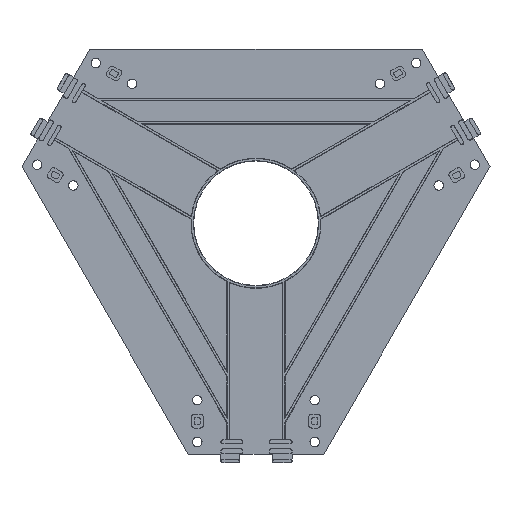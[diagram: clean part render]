
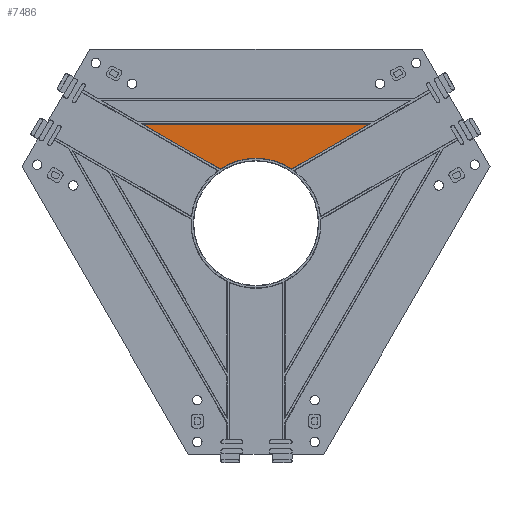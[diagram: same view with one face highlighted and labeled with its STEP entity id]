
A CAD part, front view. The second image highlights one B-rep face of the part: STEP entity #7486.
In plain terms, the highlighted planar face has unit normal (0, -1, 0).
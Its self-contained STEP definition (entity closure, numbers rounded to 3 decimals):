
#720=FACE_OUTER_BOUND('',#1180,.T.);
#1180=EDGE_LOOP('',(#6439,#6440,#6441,#6442));
#1496=CIRCLE('',#8221,31.42);
#2112=LINE('',#12493,#2812);
#2115=LINE('',#12499,#2815);
#2118=LINE('',#12505,#2818);
#2812=VECTOR('',#10110,43.389);
#2815=VECTOR('',#10115,109.81);
#2818=VECTOR('',#10120,43.389);
#3561=VERTEX_POINT('',#12487);
#3563=VERTEX_POINT('',#12491);
#3565=VERTEX_POINT('',#12496);
#3567=VERTEX_POINT('',#12502);
#4560=EDGE_CURVE('',#3563,#3561,#2112,.T.);
#4563=EDGE_CURVE('',#3561,#3565,#2115,.T.);
#4566=EDGE_CURVE('',#3567,#3565,#2118,.T.);
#4648=EDGE_CURVE('',#3567,#3563,#1496,.T.);
#6439=ORIENTED_EDGE('',*,*,#4563,.F.);
#6440=ORIENTED_EDGE('',*,*,#4560,.F.);
#6441=ORIENTED_EDGE('',*,*,#4648,.F.);
#6442=ORIENTED_EDGE('',*,*,#4566,.T.);
#7211=PLANE('',#8246);
#7486=ADVANCED_FACE('',(#720),#7211,.T.);
#8221=AXIS2_PLACEMENT_3D('',#12672,#10266,#10267);
#8246=AXIS2_PLACEMENT_3D('',#12798,#10366,#10367);
#10110=DIRECTION('',(-0.866,0.,0.5));
#10115=DIRECTION('',(1.,0.,0.));
#10120=DIRECTION('',(0.866,0.,0.5));
#10266=DIRECTION('center_axis',(0.,-1.,0.));
#10267=DIRECTION('ref_axis',(0.,0.,-1.));
#10366=DIRECTION('center_axis',(0.,-1.,0.));
#10367=DIRECTION('ref_axis',(0.,0.,-1.));
#12487=CARTESIAN_POINT('',(-54.905,-2.286,47.904));
#12491=CARTESIAN_POINT('',(-17.329,-2.286,26.209));
#12493=CARTESIAN_POINT('',(-17.329,-2.286,26.209));
#12496=CARTESIAN_POINT('',(54.905,-2.286,47.904));
#12499=CARTESIAN_POINT('',(-54.905,-2.286,47.904));
#12502=CARTESIAN_POINT('',(17.329,-2.286,26.209));
#12505=CARTESIAN_POINT('',(17.329,-2.286,26.209));
#12672=CARTESIAN_POINT('Origin',(0.,-2.286,0.));
#12798=CARTESIAN_POINT('Origin',(0.,-2.286,0.));
